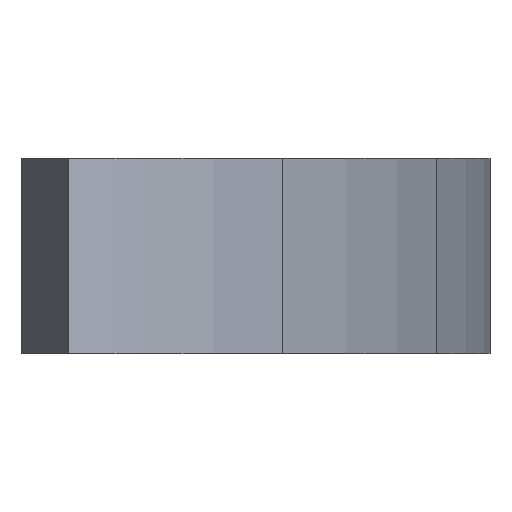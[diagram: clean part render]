
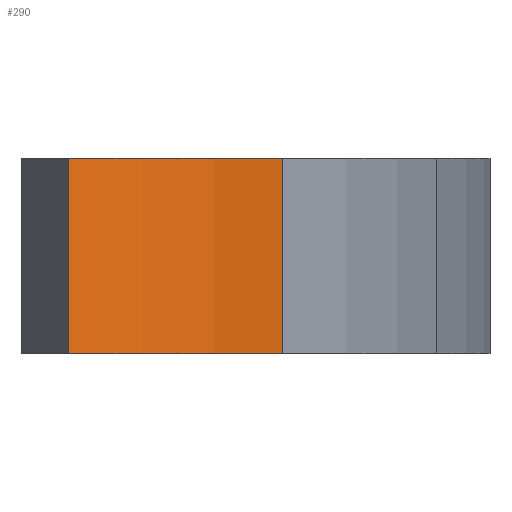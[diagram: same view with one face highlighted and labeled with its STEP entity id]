
A CAD part, front view. The second image highlights one B-rep face of the part: STEP entity #290.
In plain terms, the highlighted free-form (B-spline) face has degree [3, 1] with [4, 2] control points.
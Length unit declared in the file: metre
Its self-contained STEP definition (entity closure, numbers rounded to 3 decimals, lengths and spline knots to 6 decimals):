
#24=B_SPLINE_CURVE_WITH_KNOTS('',2,(#526,#527,#528),.UNSPECIFIED.,.F.,.F.,
(3,3),(0.,1.),.PIECEWISE_BEZIER_KNOTS.);
#25=B_SPLINE_CURVE_WITH_KNOTS('',2,(#530,#531,#532),.UNSPECIFIED.,.F.,.F.,
(3,3),(0.,1.),.PIECEWISE_BEZIER_KNOTS.);
#32=B_SPLINE_SURFACE_WITH_KNOTS('',3,1,((#518,#519),(#520,#521),(#522,#523),
(#524,#525)),.SURF_OF_LINEAR_EXTRUSION.,.F.,.F.,.F.,(4,4),(2,2),(0.,1.),
(0.,1.),.PIECEWISE_BEZIER_KNOTS.);
#59=LINE('',#517,#81);
#60=LINE('',#534,#82);
#81=VECTOR('',#364,1.);
#82=VECTOR('',#365,1.);
#131=ORIENTED_EDGE('',*,*,#204,.T.);
#132=ORIENTED_EDGE('',*,*,#203,.F.);
#133=ORIENTED_EDGE('',*,*,#205,.F.);
#134=ORIENTED_EDGE('',*,*,#206,.T.);
#203=EDGE_CURVE('',#234,#233,#59,.T.);
#204=EDGE_CURVE('',#235,#233,#24,.T.);
#205=EDGE_CURVE('',#236,#234,#25,.T.);
#206=EDGE_CURVE('',#236,#235,#60,.T.);
#233=VERTEX_POINT('',#514);
#234=VERTEX_POINT('',#516);
#235=VERTEX_POINT('',#529);
#236=VERTEX_POINT('',#533);
#255=EDGE_LOOP('',(#131,#132,#133,#134));
#271=FACE_BOUND('',#255,.T.);
#290=ADVANCED_FACE('',(#271),#32,.F.);
#364=DIRECTION('',(0.,0.,1.));
#365=DIRECTION('',(0.,0.,1.));
#514=CARTESIAN_POINT('',(0.178221,-0.010072,0.0095));
#516=CARTESIAN_POINT('',(0.178221,-0.010072,0.0089));
#517=CARTESIAN_POINT('',(0.178221,-0.010072,0.0089));
#518=CARTESIAN_POINT('',(0.178881,-0.009516,0.0089));
#519=CARTESIAN_POINT('',(0.178881,-0.009516,0.0095));
#520=CARTESIAN_POINT('',(0.178675,-0.009785,0.0089));
#521=CARTESIAN_POINT('',(0.178675,-0.009785,0.0095));
#522=CARTESIAN_POINT('',(0.178455,-0.009971,0.0089));
#523=CARTESIAN_POINT('',(0.178455,-0.009971,0.0095));
#524=CARTESIAN_POINT('',(0.178221,-0.010072,0.0089));
#525=CARTESIAN_POINT('',(0.178221,-0.010072,0.0095));
#526=CARTESIAN_POINT('',(0.178881,-0.009516,0.0095));
#527=CARTESIAN_POINT('',(0.178572,-0.00992,0.0095));
#528=CARTESIAN_POINT('',(0.178221,-0.010072,0.0095));
#529=CARTESIAN_POINT('',(0.178881,-0.009516,0.0095));
#530=CARTESIAN_POINT('',(0.178881,-0.009516,0.0089));
#531=CARTESIAN_POINT('',(0.178572,-0.00992,0.0089));
#532=CARTESIAN_POINT('',(0.178221,-0.010072,0.0089));
#533=CARTESIAN_POINT('',(0.178881,-0.009516,0.0089));
#534=CARTESIAN_POINT('',(0.178881,-0.009516,0.0089));
